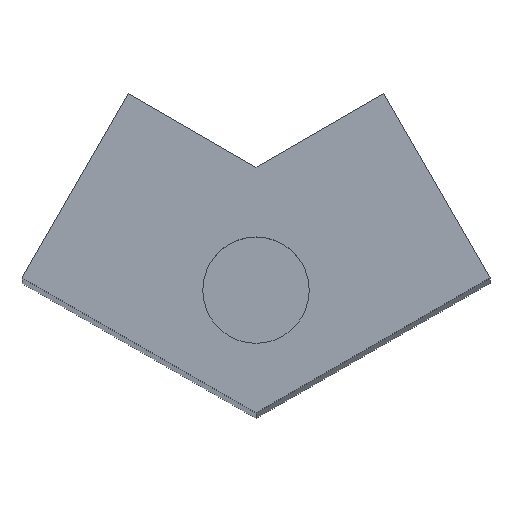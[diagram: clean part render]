
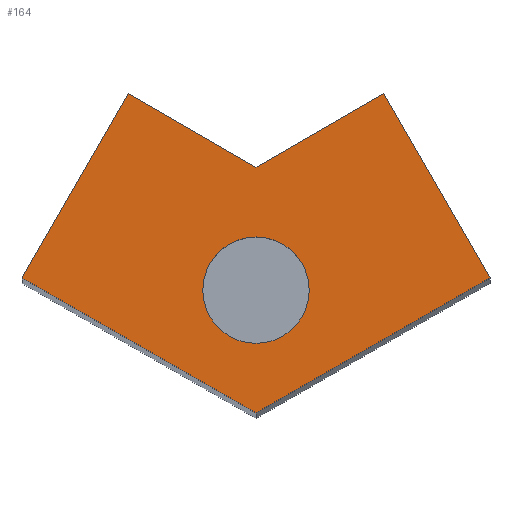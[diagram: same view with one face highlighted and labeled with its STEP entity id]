
A CAD part, top view. The second image highlights one B-rep face of the part: STEP entity #164.
In plain terms, the highlighted planar face has unit normal (0, 0, 1).
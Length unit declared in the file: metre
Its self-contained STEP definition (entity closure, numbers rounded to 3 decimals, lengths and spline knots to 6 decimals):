
#13=CIRCLE('',#188,0.003175);
#39=ORIENTED_EDGE('',*,*,#73,.F.);
#40=ORIENTED_EDGE('',*,*,#57,.F.);
#41=ORIENTED_EDGE('',*,*,#61,.T.);
#42=ORIENTED_EDGE('',*,*,#64,.T.);
#43=ORIENTED_EDGE('',*,*,#67,.F.);
#44=ORIENTED_EDGE('',*,*,#70,.F.);
#45=ORIENTED_EDGE('',*,*,#72,.F.);
#57=EDGE_CURVE('',#77,#78,#91,.T.);
#61=EDGE_CURVE('',#77,#80,#95,.T.);
#64=EDGE_CURVE('',#80,#82,#98,.T.);
#67=EDGE_CURVE('',#84,#82,#101,.T.);
#70=EDGE_CURVE('',#86,#84,#104,.T.);
#72=EDGE_CURVE('',#78,#86,#106,.T.);
#73=EDGE_CURVE('',#87,#87,#13,.T.);
#77=VERTEX_POINT('',#243);
#78=VERTEX_POINT('',#245);
#80=VERTEX_POINT('',#251);
#82=VERTEX_POINT('',#257);
#84=VERTEX_POINT('',#263);
#86=VERTEX_POINT('',#269);
#87=VERTEX_POINT('',#276);
#91=LINE('',#244,#109);
#95=LINE('',#252,#113);
#98=LINE('',#258,#116);
#101=LINE('',#264,#119);
#104=LINE('',#270,#122);
#106=LINE('',#273,#124);
#109=VECTOR('',#199,1.);
#113=VECTOR('',#205,1.);
#116=VECTOR('',#210,1.);
#119=VECTOR('',#215,1.);
#122=VECTOR('',#220,1.);
#124=VECTOR('',#224,1.);
#131=EDGE_LOOP('',(#39));
#132=EDGE_LOOP('',(#40,#41,#42,#43,#44,#45));
#143=FACE_BOUND('',#131,.T.);
#144=FACE_BOUND('',#132,.T.);
#155=PLANE('',#187);
#164=ADVANCED_FACE('',(#143,#144),#155,.T.);
#187=AXIS2_PLACEMENT_3D('',#274,#225,#226);
#188=AXIS2_PLACEMENT_3D('',#275,#227,#228);
#199=DIRECTION('',(0.866,-0.5,0.));
#205=DIRECTION('',(-0.5,-0.866,0.));
#210=DIRECTION('',(0.866,-0.5,0.));
#215=DIRECTION('',(-0.866,-0.5,0.));
#220=DIRECTION('',(0.5,-0.866,0.));
#224=DIRECTION('',(0.866,0.5,0.));
#225=DIRECTION('',(0.,0.,1.));
#226=DIRECTION('',(1.,0.,0.));
#227=DIRECTION('',(0.,0.,1.));
#228=DIRECTION('',(1.,0.,0.));
#243=CARTESIAN_POINT('',(-0.007616,-0.176806,0.186267));
#244=CARTESIAN_POINT('',(-0.001058,-0.180592,0.186267));
#245=CARTESIAN_POINT('',(0.,-0.181203,0.186267));
#251=CARTESIAN_POINT('',(-0.013966,-0.187804,0.186267));
#252=CARTESIAN_POINT('',(-0.010791,-0.182305,0.186267));
#257=CARTESIAN_POINT('',(0.,-0.195868,0.186267));
#258=CARTESIAN_POINT('',(-0.006983,-0.191836,0.186267));
#263=CARTESIAN_POINT('',(0.013966,-0.187804,0.186267));
#264=CARTESIAN_POINT('',(0.006983,-0.191836,0.186267));
#269=CARTESIAN_POINT('',(0.007616,-0.176806,0.186267));
#270=CARTESIAN_POINT('',(0.010791,-0.182305,0.186267));
#273=CARTESIAN_POINT('',(0.004866,-0.178393,0.186267));
#274=CARTESIAN_POINT('',(0.,0.,0.186267));
#275=CARTESIAN_POINT('',(0.,-0.188535,0.186267));
#276=CARTESIAN_POINT('',(0.003175,-0.188535,0.186267));
